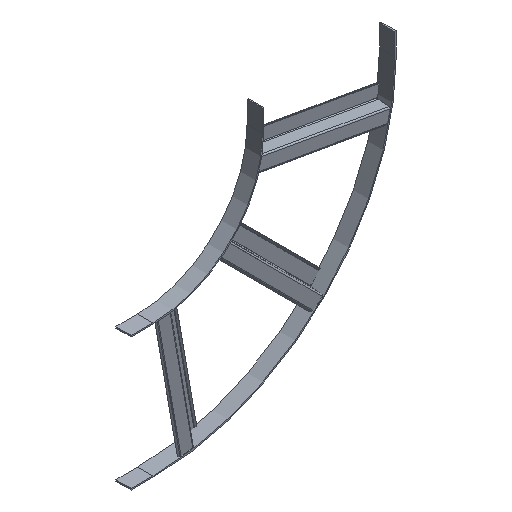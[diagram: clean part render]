
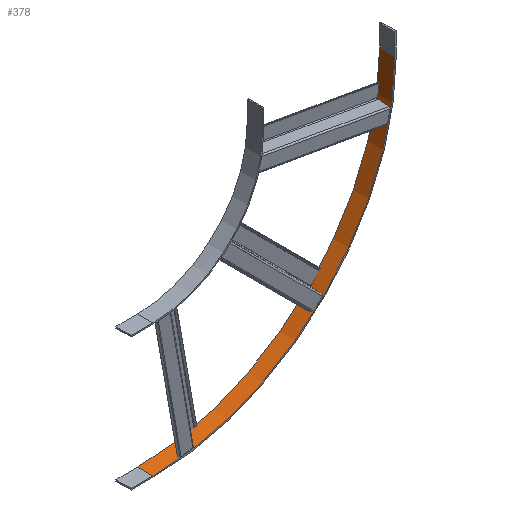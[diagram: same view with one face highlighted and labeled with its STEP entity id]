
A CAD part, isometric view. The second image highlights one B-rep face of the part: STEP entity #378.
In plain terms, the highlighted cylindrical face has radius 553 mm (diameter 1106 mm), a partial arc.
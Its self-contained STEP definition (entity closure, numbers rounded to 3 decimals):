
#72 = DIRECTION ( 'NONE',  ( 0., 1., 0. ) ) ;
#92 = AXIS2_PLACEMENT_3D ( 'NONE', #2104, #180, #2086 ) ;
#119 = ORIENTED_EDGE ( 'NONE', *, *, #1949, .F. ) ;
#130 = VECTOR ( 'NONE', #1090, 1000. ) ;
#180 = DIRECTION ( 'NONE',  ( 0., 1., 0. ) ) ;
#261 = CARTESIAN_POINT ( 'NONE',  ( 0., -35., -553. ) ) ;
#378 = ADVANCED_FACE ( 'NONE', ( #1954 ), #1383, .F. ) ;
#419 = CARTESIAN_POINT ( 'NONE',  ( 553., 0., 0. ) ) ;
#470 = ORIENTED_EDGE ( 'NONE', *, *, #1212, .F. ) ;
#706 = VECTOR ( 'NONE', #72, 1000. ) ;
#709 = AXIS2_PLACEMENT_3D ( 'NONE', #2299, #1144, #2493 ) ;
#868 = DIRECTION ( 'NONE',  ( 0., -1., 0. ) ) ;
#872 = CARTESIAN_POINT ( 'NONE',  ( 553., -35., 0. ) ) ;
#913 = CARTESIAN_POINT ( 'NONE',  ( 0., 0., -553. ) ) ;
#961 = EDGE_LOOP ( 'NONE', ( #470, #119, #1608, #1851 ) ) ;
#974 = DIRECTION ( 'NONE',  ( 0., 0., -1. ) ) ;
#1090 = DIRECTION ( 'NONE',  ( 0., 1., 0. ) ) ;
#1140 = CIRCLE ( 'NONE', #1708, 553. ) ;
#1144 = DIRECTION ( 'NONE',  ( 0., -1., 0. ) ) ;
#1203 = LINE ( 'NONE', #261, #706 ) ;
#1212 = EDGE_CURVE ( 'NONE', #1460, #1818, #1630, .T. ) ;
#1345 = VERTEX_POINT ( 'NONE', #872 ) ;
#1383 = CYLINDRICAL_SURFACE ( 'NONE', #92, 553. ) ;
#1399 = EDGE_CURVE ( 'NONE', #1345, #1818, #1713, .T. ) ;
#1460 = VERTEX_POINT ( 'NONE', #913 ) ;
#1608 = ORIENTED_EDGE ( 'NONE', *, *, #2006, .T. ) ;
#1630 = CIRCLE ( 'NONE', #709, 553. ) ;
#1699 = VERTEX_POINT ( 'NONE', #1710 ) ;
#1708 = AXIS2_PLACEMENT_3D ( 'NONE', #2014, #868, #974 ) ;
#1710 = CARTESIAN_POINT ( 'NONE',  ( 0., -35., -553. ) ) ;
#1713 = LINE ( 'NONE', #2426, #130 ) ;
#1818 = VERTEX_POINT ( 'NONE', #419 ) ;
#1851 = ORIENTED_EDGE ( 'NONE', *, *, #1399, .T. ) ;
#1949 = EDGE_CURVE ( 'NONE', #1699, #1460, #1203, .T. ) ;
#1954 = FACE_OUTER_BOUND ( 'NONE', #961, .T. ) ;
#2006 = EDGE_CURVE ( 'NONE', #1699, #1345, #1140, .T. ) ;
#2014 = CARTESIAN_POINT ( 'NONE',  ( 0., -35., 0. ) ) ;
#2086 = DIRECTION ( 'NONE',  ( 0., 0., 1. ) ) ;
#2104 = CARTESIAN_POINT ( 'NONE',  ( 0., -35., 0. ) ) ;
#2299 = CARTESIAN_POINT ( 'NONE',  ( 0., 0., 0. ) ) ;
#2426 = CARTESIAN_POINT ( 'NONE',  ( 553., -35., 0. ) ) ;
#2493 = DIRECTION ( 'NONE',  ( 0., 0., -1. ) ) ;
